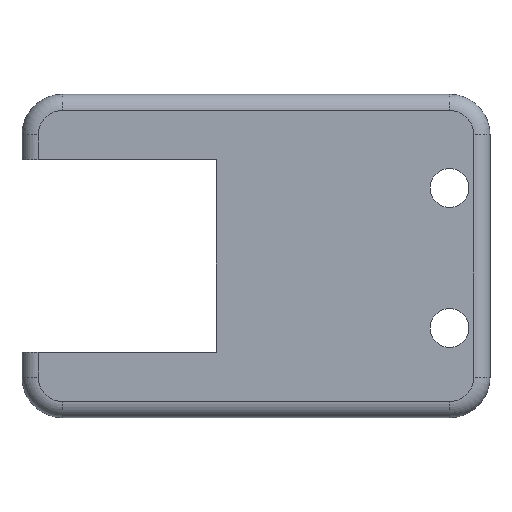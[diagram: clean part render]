
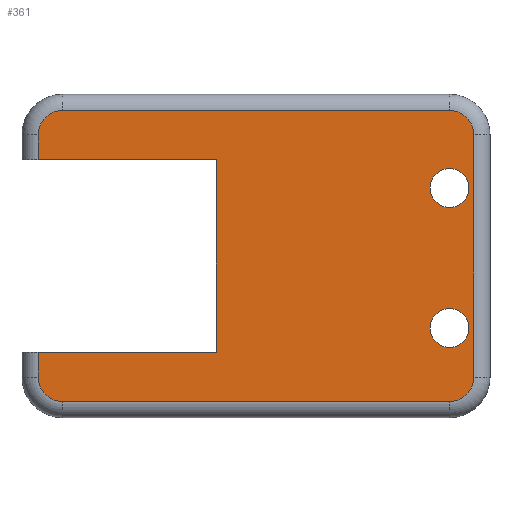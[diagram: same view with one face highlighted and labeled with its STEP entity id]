
A CAD part, top view. The second image highlights one B-rep face of the part: STEP entity #361.
In plain terms, the highlighted planar face has unit normal (0, 0, 1).
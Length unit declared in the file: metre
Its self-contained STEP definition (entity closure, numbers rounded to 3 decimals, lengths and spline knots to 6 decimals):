
#29=CIRCLE('',#402,0.0012);
#30=CIRCLE('',#403,0.0012);
#31=CIRCLE('',#404,0.0015);
#32=CIRCLE('',#405,0.0015);
#33=CIRCLE('',#406,0.0015);
#34=CIRCLE('',#407,0.0015);
#63=ORIENTED_EDGE('',*,*,#169,.F.);
#64=ORIENTED_EDGE('',*,*,#170,.F.);
#65=ORIENTED_EDGE('',*,*,#171,.T.);
#66=ORIENTED_EDGE('',*,*,#172,.T.);
#67=ORIENTED_EDGE('',*,*,#173,.T.);
#68=ORIENTED_EDGE('',*,*,#174,.F.);
#69=ORIENTED_EDGE('',*,*,#175,.T.);
#70=ORIENTED_EDGE('',*,*,#176,.T.);
#71=ORIENTED_EDGE('',*,*,#177,.T.);
#72=ORIENTED_EDGE('',*,*,#178,.T.);
#73=ORIENTED_EDGE('',*,*,#179,.T.);
#74=ORIENTED_EDGE('',*,*,#180,.T.);
#75=ORIENTED_EDGE('',*,*,#181,.T.);
#76=ORIENTED_EDGE('',*,*,#182,.T.);
#169=EDGE_CURVE('',#220,#220,#29,.T.);
#170=EDGE_CURVE('',#221,#221,#30,.T.);
#171=EDGE_CURVE('',#222,#223,#250,.T.);
#172=EDGE_CURVE('',#223,#224,#251,.T.);
#173=EDGE_CURVE('',#224,#225,#252,.T.);
#174=EDGE_CURVE('',#226,#225,#253,.T.);
#175=EDGE_CURVE('',#226,#227,#254,.T.);
#176=EDGE_CURVE('',#227,#228,#31,.T.);
#177=EDGE_CURVE('',#228,#229,#255,.T.);
#178=EDGE_CURVE('',#229,#230,#32,.T.);
#179=EDGE_CURVE('',#230,#231,#256,.F.);
#180=EDGE_CURVE('',#231,#232,#33,.T.);
#181=EDGE_CURVE('',#232,#233,#257,.F.);
#182=EDGE_CURVE('',#233,#222,#34,.T.);
#220=VERTEX_POINT('',#594);
#221=VERTEX_POINT('',#596);
#222=VERTEX_POINT('',#598);
#223=VERTEX_POINT('',#599);
#224=VERTEX_POINT('',#601);
#225=VERTEX_POINT('',#603);
#226=VERTEX_POINT('',#605);
#227=VERTEX_POINT('',#607);
#228=VERTEX_POINT('',#609);
#229=VERTEX_POINT('',#611);
#230=VERTEX_POINT('',#613);
#231=VERTEX_POINT('',#615);
#232=VERTEX_POINT('',#617);
#233=VERTEX_POINT('',#619);
#250=LINE('',#597,#281);
#251=LINE('',#600,#282);
#252=LINE('',#602,#283);
#253=LINE('',#604,#284);
#254=LINE('',#606,#285);
#255=LINE('',#610,#286);
#256=LINE('',#614,#287);
#257=LINE('',#618,#288);
#281=VECTOR('',#471,1.);
#282=VECTOR('',#472,1.);
#283=VECTOR('',#473,1.);
#284=VECTOR('',#474,1.);
#285=VECTOR('',#475,1.);
#286=VECTOR('',#478,1.);
#287=VECTOR('',#481,1.);
#288=VECTOR('',#484,1.);
#301=EDGE_LOOP('',(#63));
#302=EDGE_LOOP('',(#64));
#303=EDGE_LOOP('',(#65,#66,#67,#68,#69,#70,#71,#72,#73,#74,#75,#76));
#326=FACE_BOUND('',#301,.T.);
#327=FACE_BOUND('',#302,.T.);
#328=FACE_BOUND('',#303,.T.);
#351=PLANE('',#401);
#361=ADVANCED_FACE('',(#326,#327,#328),#351,.T.);
#401=AXIS2_PLACEMENT_3D('',#592,#465,#466);
#402=AXIS2_PLACEMENT_3D('',#593,#467,#468);
#403=AXIS2_PLACEMENT_3D('',#595,#469,#470);
#404=AXIS2_PLACEMENT_3D('',#608,#476,#477);
#405=AXIS2_PLACEMENT_3D('',#612,#479,#480);
#406=AXIS2_PLACEMENT_3D('',#616,#482,#483);
#407=AXIS2_PLACEMENT_3D('',#620,#485,#486);
#465=DIRECTION('',(0.,0.,1.));
#466=DIRECTION('',(1.,0.,0.));
#467=DIRECTION('',(0.,0.,1.));
#468=DIRECTION('',(1.,0.,0.));
#469=DIRECTION('',(0.,0.,1.));
#470=DIRECTION('',(1.,0.,0.));
#471=DIRECTION('',(0.,-1.,0.));
#472=DIRECTION('',(1.,0.,0.));
#473=DIRECTION('',(0.,-1.,0.));
#474=DIRECTION('',(1.,0.,0.));
#475=DIRECTION('',(0.,-1.,0.));
#476=DIRECTION('',(0.,0.,1.));
#477=DIRECTION('',(1.,0.,0.));
#478=DIRECTION('',(1.,0.,0.));
#479=DIRECTION('',(0.,0.,1.));
#480=DIRECTION('',(1.,0.,0.));
#481=DIRECTION('',(0.,-1.,0.));
#482=DIRECTION('',(0.,0.,1.));
#483=DIRECTION('',(1.,0.,0.));
#484=DIRECTION('',(1.,0.,0.));
#485=DIRECTION('',(0.,0.,1.));
#486=DIRECTION('',(1.,0.,0.));
#592=CARTESIAN_POINT('',(0.01195,0.007485,0.011));
#593=CARTESIAN_POINT('',(0.0239,0.00304,0.011));
#594=CARTESIAN_POINT('',(0.0251,0.00304,0.011));
#595=CARTESIAN_POINT('',(0.0239,0.01168,0.011));
#596=CARTESIAN_POINT('',(0.0251,0.01168,0.011));
#597=CARTESIAN_POINT('',(-0.0015,0.,0.011));
#598=CARTESIAN_POINT('',(-0.0015,0.01497,0.011));
#599=CARTESIAN_POINT('',(-0.0015,0.013435,0.011));
#600=CARTESIAN_POINT('',(0.0035,0.013435,0.011));
#601=CARTESIAN_POINT('',(0.0095,0.013435,0.011));
#602=CARTESIAN_POINT('',(0.0095,0.007485,0.011));
#603=CARTESIAN_POINT('',(0.0095,0.001535,0.011));
#604=CARTESIAN_POINT('',(0.0035,0.001535,0.011));
#605=CARTESIAN_POINT('',(-0.0015,0.001535,0.011));
#606=CARTESIAN_POINT('',(-0.0015,0.,0.011));
#607=CARTESIAN_POINT('',(-0.0015,0.,0.011));
#608=CARTESIAN_POINT('',(0.,0.,0.011));
#609=CARTESIAN_POINT('',(0.,-0.0015,0.011));
#610=CARTESIAN_POINT('',(0.0239,-0.0015,0.011));
#611=CARTESIAN_POINT('',(0.0239,-0.0015,0.011));
#612=CARTESIAN_POINT('',(0.0239,0.,0.011));
#613=CARTESIAN_POINT('',(0.0254,0.,0.011));
#614=CARTESIAN_POINT('',(0.0254,0.007485,0.011));
#615=CARTESIAN_POINT('',(0.0254,0.01497,0.011));
#616=CARTESIAN_POINT('',(0.0239,0.01497,0.011));
#617=CARTESIAN_POINT('',(0.0239,0.01647,0.011));
#618=CARTESIAN_POINT('',(0.01195,0.01647,0.011));
#619=CARTESIAN_POINT('',(0.,0.01647,0.011));
#620=CARTESIAN_POINT('',(0.,0.01497,0.011));
